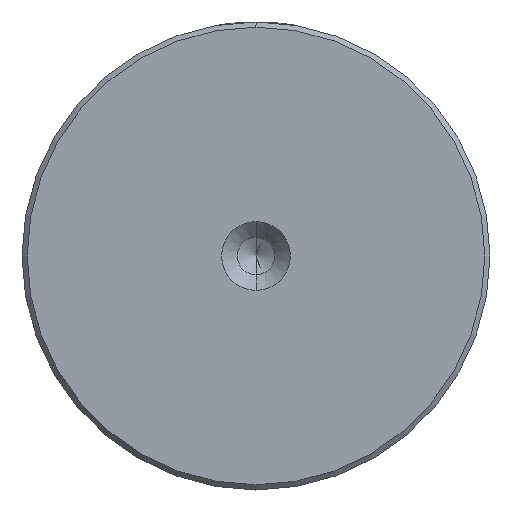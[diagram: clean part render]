
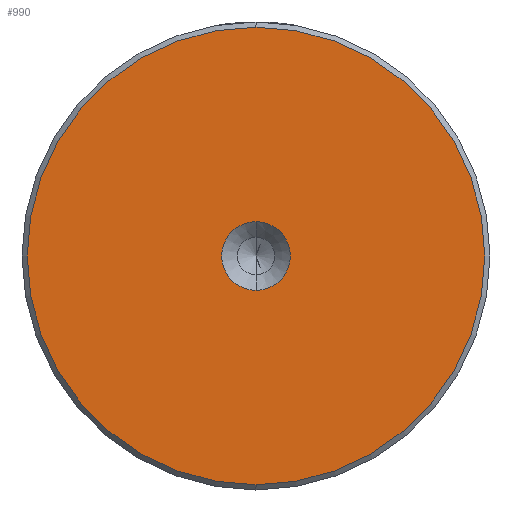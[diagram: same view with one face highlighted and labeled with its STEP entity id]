
A CAD part, left-side view. The second image highlights one B-rep face of the part: STEP entity #990.
In plain terms, the highlighted planar face has unit normal (-1, 0, 0).
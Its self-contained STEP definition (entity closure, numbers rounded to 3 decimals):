
#91 = CARTESIAN_POINT ( 'NONE',  ( 0., 0., -3.3 ) ) ;
#146 = EDGE_CURVE ( 'NONE', #1023, #1732, #1031, .T. ) ;
#190 = CARTESIAN_POINT ( 'NONE',  ( 0., 0., 0. ) ) ;
#265 = CARTESIAN_POINT ( 'NONE',  ( 0., 0., 0. ) ) ;
#272 = DIRECTION ( 'NONE',  ( 0., 0., 1. ) ) ;
#327 = EDGE_LOOP ( 'NONE', ( #1355, #1676 ) ) ;
#379 = DIRECTION ( 'NONE',  ( 0., 0., 1. ) ) ;
#388 = FACE_OUTER_BOUND ( 'NONE', #327, .T. ) ;
#433 = AXIS2_PLACEMENT_3D ( 'NONE', #1810, #751, #1991 ) ;
#459 = DIRECTION ( 'NONE',  ( 0., 0., 1. ) ) ;
#514 = DIRECTION ( 'NONE',  ( 0., 0., 1. ) ) ;
#751 = DIRECTION ( 'NONE',  ( -1., 0., 0. ) ) ;
#754 = AXIS2_PLACEMENT_3D ( 'NONE', #265, #1514, #459 ) ;
#813 = CIRCLE ( 'NONE', #754, 22. ) ;
#942 = ORIENTED_EDGE ( 'NONE', *, *, #146, .F. ) ;
#979 = VERTEX_POINT ( 'NONE', #1683 ) ;
#982 = EDGE_CURVE ( 'NONE', #979, #1135, #813, .T. ) ;
#990 = ADVANCED_FACE ( 'NONE', ( #388, #2175 ), #1696, .T. ) ;
#991 = CARTESIAN_POINT ( 'NONE',  ( 0., 0., 0. ) ) ;
#1023 = VERTEX_POINT ( 'NONE', #91 ) ;
#1031 = CIRCLE ( 'NONE', #2210, 3.3 ) ;
#1050 = DIRECTION ( 'NONE',  ( -1., 0., 0. ) ) ;
#1135 = VERTEX_POINT ( 'NONE', #1372 ) ;
#1222 = CARTESIAN_POINT ( 'NONE',  ( 0., 0., 0. ) ) ;
#1270 = CIRCLE ( 'NONE', #2163, 22. ) ;
#1324 = AXIS2_PLACEMENT_3D ( 'NONE', #991, #1343, #272 ) ;
#1343 = DIRECTION ( 'NONE',  ( -1., 0., 0. ) ) ;
#1355 = ORIENTED_EDGE ( 'NONE', *, *, #1616, .T. ) ;
#1366 = EDGE_LOOP ( 'NONE', ( #2289, #942 ) ) ;
#1372 = CARTESIAN_POINT ( 'NONE',  ( 0., 0., -22. ) ) ;
#1445 = DIRECTION ( 'NONE',  ( -1., 0., 0. ) ) ;
#1514 = DIRECTION ( 'NONE',  ( -1., 0., 0. ) ) ;
#1616 = EDGE_CURVE ( 'NONE', #1135, #979, #1270, .T. ) ;
#1620 = EDGE_CURVE ( 'NONE', #1732, #1023, #2055, .T. ) ;
#1676 = ORIENTED_EDGE ( 'NONE', *, *, #982, .T. ) ;
#1683 = CARTESIAN_POINT ( 'NONE',  ( 0., 0., 22. ) ) ;
#1696 = PLANE ( 'NONE',  #1324 ) ;
#1732 = VERTEX_POINT ( 'NONE', #2082 ) ;
#1810 = CARTESIAN_POINT ( 'NONE',  ( 0., 0., 0. ) ) ;
#1991 = DIRECTION ( 'NONE',  ( 0., 0., 1. ) ) ;
#2055 = CIRCLE ( 'NONE', #433, 3.3 ) ;
#2082 = CARTESIAN_POINT ( 'NONE',  ( 0., 0., 3.3 ) ) ;
#2163 = AXIS2_PLACEMENT_3D ( 'NONE', #190, #1445, #379 ) ;
#2175 = FACE_BOUND ( 'NONE', #1366, .T. ) ;
#2210 = AXIS2_PLACEMENT_3D ( 'NONE', #1222, #1050, #514 ) ;
#2289 = ORIENTED_EDGE ( 'NONE', *, *, #1620, .F. ) ;
